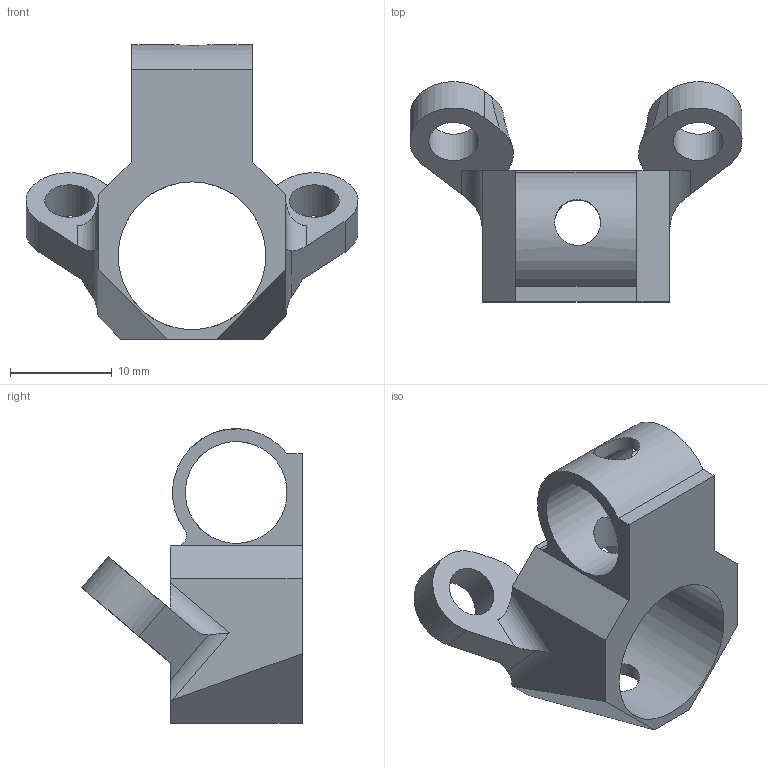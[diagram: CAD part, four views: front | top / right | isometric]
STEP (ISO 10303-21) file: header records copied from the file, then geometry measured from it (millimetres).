
FILE_DESCRIPTION(/* description */ (''),/* implementation_level */ '2;1');
FILE_NAME(/* name */ 'Cube1 - AntennaTBS horizontal condenser V1.step',/* time_stamp */ '2024-08-27T16:07:28+02:00',/* author */ (''),/* organization */ (''),/* preprocessor_version */ 'ST-DEVELOPER v20',/* originating_system */ 'Autodesk Translation Framework v13.14.0.145',/* authorisation */ '');
FILE_SCHEMA (('AUTOMOTIVE_DESIGN { 1 0 10303 214 3 1 1 }'));
Length unit declared in the file: millimetre
Products named in the file (2): Cube1 - AntennaTBS; Cube1 - AntennaTBS_1
Assembly tree (1 placements, depth 2):
  Cube1 - AntennaTBS
    Cube1 - AntennaTBS_1
Bounding box: 32.57 x 21.6 x 28.89 mm (x, y, z)
Volume: 2575.2 mm3; surface area: 2884.3 mm2
Topology: 1 solids, 1 shells, 42 faces, 127 edges, 86 vertices
Faces by surface type: plane 25, cylinder 15, bspline 2
Full cylindrical faces by diameter (mm): 4.5 x3, 4.9 x2, 14.5 x1
Entity records: 1735 total; most frequent: CARTESIAN_POINT 495, ORIENTED_EDGE 254, DIRECTION 239, EDGE_CURVE 127, VERTEX_POINT 86, AXIS2_PLACEMENT_3D 82, LINE 75, VECTOR 75
